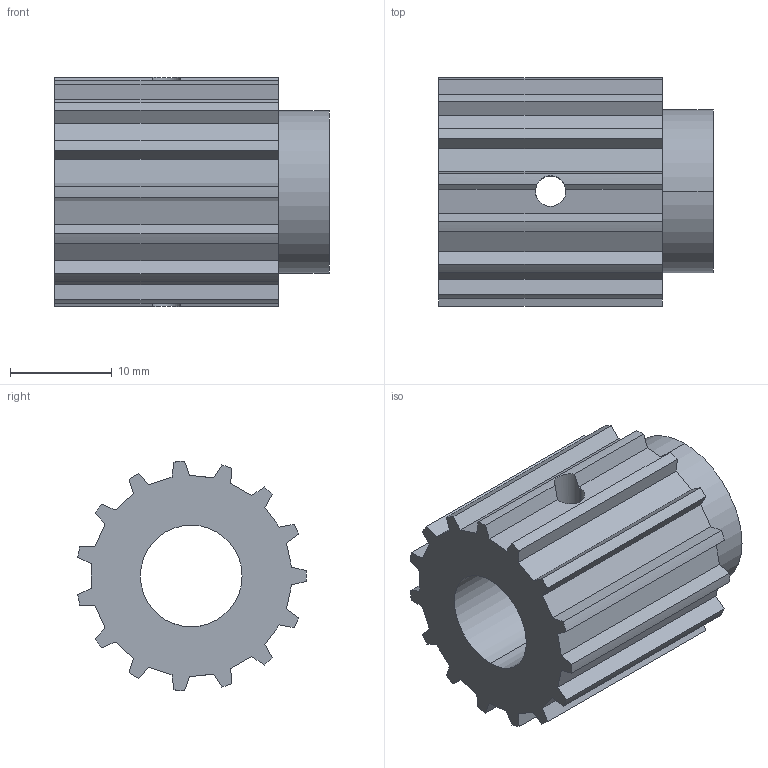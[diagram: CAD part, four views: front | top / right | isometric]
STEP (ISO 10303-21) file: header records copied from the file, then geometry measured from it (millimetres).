
FILE_DESCRIPTION (( 'STEP AP203' ), '1' );
FILE_NAME ('Poulie_M300-007_Défaut_sldprt.STEP', '2017-12-12T20:32:30', ( '' ), ( '' ), 'SwSTEP 2.0', 'SolidWorks 2016', '' );
FILE_SCHEMA (( 'CONFIG_CONTROL_DESIGN' ));
Length unit declared in the file: millimetre
Products named in the file (1): Poulie_M300-007_Défaut_sldprt
Bounding box: 27 x 22.5 x 22.61 mm (x, y, z)
Volume: 6204.9 mm3; surface area: 3810.5 mm2
Topology: 1 solids, 1 shells, 73 faces, 218 edges, 144 vertices
Faces by surface type: plane 50, cylinder 23
Entity records: 2657 total; most frequent: CARTESIAN_POINT 608, ORIENTED_EDGE 436, DIRECTION 388, EDGE_CURVE 218, LINE 164, VECTOR 164, VERTEX_POINT 144, AXIS2_PLACEMENT_3D 112
